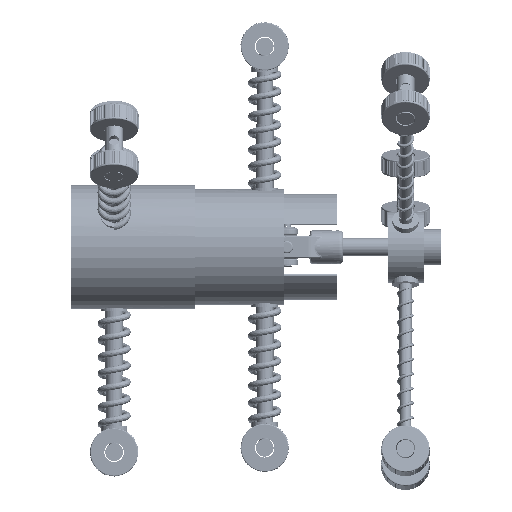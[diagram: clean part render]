
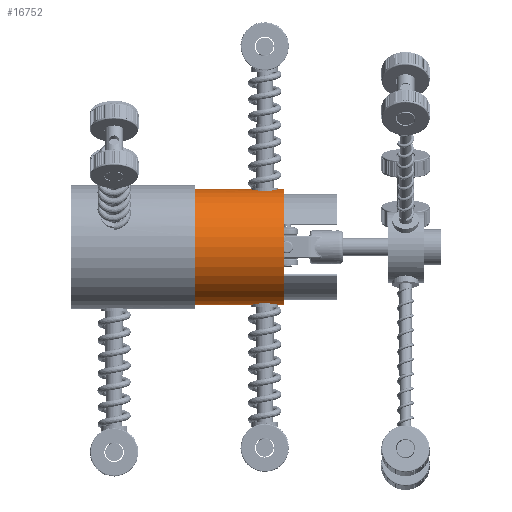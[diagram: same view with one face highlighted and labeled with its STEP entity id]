
A CAD part, left-side view. The second image highlights one B-rep face of the part: STEP entity #16752.
In plain terms, the highlighted cylindrical face has radius 32.5 mm (diameter 65 mm), a full revolution.
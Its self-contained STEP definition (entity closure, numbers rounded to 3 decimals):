
#2301=FACE_BOUND('',#4495,.T.);
#2302=FACE_BOUND('',#4496,.T.);
#3013=FACE_OUTER_BOUND('',#4494,.T.);
#4494=EDGE_LOOP('',(#12113,#12114,#12115,#12116));
#4495=EDGE_LOOP('',(#12117,#12118,#12119));
#4496=EDGE_LOOP('',(#12120,#12121,#12122));
#6021=CIRCLE('',#19844,32.5);
#6022=CIRCLE('',#19845,32.5);
#7431=LINE('',#30016,#7842);
#7842=VECTOR('',#23071,32.5);
#8250=B_SPLINE_CURVE_WITH_KNOTS('',3,(#29917,#29918,#29919,#29920,#29921,
#29922,#29923,#29924,#29925,#29926,#29927,#29928,#29929,#29930,#29931,#29932,
#29933,#29934),.UNSPECIFIED.,.F.,.F.,(4,2,2,2,2,2,2,2,4),(1.134,
1.418,1.702,1.985,2.269,2.553,
2.836,3.12,3.403),.UNSPECIFIED.);
#8251=B_SPLINE_CURVE_WITH_KNOTS('',3,(#29936,#29937,#29938,#29939,#29940,
#29941,#29942,#29943,#29944,#29945),.UNSPECIFIED.,.F.,.F.,(4,2,2,2,4),(4.538,
4.822,5.105,5.389,5.672),
 .UNSPECIFIED.);
#8252=B_SPLINE_CURVE_WITH_KNOTS('',3,(#29949,#29950,#29951,#29952,#29953,
#29954,#29955,#29956,#29957,#29958),.UNSPECIFIED.,.F.,.F.,(4,2,2,2,4),(3.403,
3.687,3.971,4.254,4.538),
 .UNSPECIFIED.);
#8253=B_SPLINE_CURVE_WITH_KNOTS('',3,(#29963,#29964,#29965,#29966,#29967,
#29968,#29969,#29970,#29971,#29972,#29973,#29974,#29975,#29976,#29977,#29978,
#29979,#29980),.UNSPECIFIED.,.F.,.F.,(4,2,2,2,2,2,2,2,4),(1.134,
1.418,1.702,1.985,2.269,2.553,
2.836,3.12,3.403),.UNSPECIFIED.);
#8254=B_SPLINE_CURVE_WITH_KNOTS('',3,(#29982,#29983,#29984,#29985,#29986,
#29987,#29988,#29989,#29990,#29991),.UNSPECIFIED.,.F.,.F.,(4,2,2,2,4),(4.538,
4.822,5.105,5.389,5.672),
 .UNSPECIFIED.);
#8255=B_SPLINE_CURVE_WITH_KNOTS('',3,(#29995,#29996,#29997,#29998,#29999,
#30000,#30001,#30002,#30003,#30004),.UNSPECIFIED.,.F.,.F.,(4,2,2,2,4),(3.403,
3.687,3.971,4.254,4.538),
 .UNSPECIFIED.);
#8597=VERTEX_POINT('',#29915);
#8598=VERTEX_POINT('',#29916);
#8599=VERTEX_POINT('',#29935);
#8601=VERTEX_POINT('',#29961);
#8602=VERTEX_POINT('',#29962);
#8603=VERTEX_POINT('',#29981);
#8607=VERTEX_POINT('',#30013);
#8608=VERTEX_POINT('',#30015);
#9901=EDGE_CURVE('',#8597,#8598,#8250,.T.);
#9902=EDGE_CURVE('',#8599,#8597,#8251,.T.);
#9905=EDGE_CURVE('',#8598,#8599,#8252,.T.);
#9906=EDGE_CURVE('',#8601,#8602,#8253,.T.);
#9907=EDGE_CURVE('',#8603,#8601,#8254,.T.);
#9910=EDGE_CURVE('',#8602,#8603,#8255,.T.);
#9914=EDGE_CURVE('',#8607,#8607,#6021,.T.);
#9915=EDGE_CURVE('',#8607,#8608,#7431,.T.);
#9916=EDGE_CURVE('',#8608,#8608,#6022,.T.);
#12113=ORIENTED_EDGE('',*,*,#9914,.F.);
#12114=ORIENTED_EDGE('',*,*,#9915,.T.);
#12115=ORIENTED_EDGE('',*,*,#9916,.F.);
#12116=ORIENTED_EDGE('',*,*,#9915,.F.);
#12117=ORIENTED_EDGE('',*,*,#9901,.T.);
#12118=ORIENTED_EDGE('',*,*,#9905,.T.);
#12119=ORIENTED_EDGE('',*,*,#9902,.T.);
#12120=ORIENTED_EDGE('',*,*,#9906,.T.);
#12121=ORIENTED_EDGE('',*,*,#9910,.T.);
#12122=ORIENTED_EDGE('',*,*,#9907,.T.);
#16408=CYLINDRICAL_SURFACE('',#19843,32.5);
#16752=ADVANCED_FACE('',(#3013,#2301,#2302),#16408,.T.);
#19843=AXIS2_PLACEMENT_3D('',#30012,#23067,#23068);
#19844=AXIS2_PLACEMENT_3D('',#30014,#23069,#23070);
#19845=AXIS2_PLACEMENT_3D('',#30017,#23072,#23073);
#23067=DIRECTION('center_axis',(0.,1.,0.));
#23068=DIRECTION('ref_axis',(1.,0.,0.));
#23069=DIRECTION('center_axis',(0.,1.,0.));
#23070=DIRECTION('ref_axis',(1.,0.,0.));
#23071=DIRECTION('',(0.,-1.,0.));
#23072=DIRECTION('center_axis',(0.,-1.,0.));
#23073=DIRECTION('ref_axis',(1.,0.,0.));
#29915=CARTESIAN_POINT('',(56.121,158.695,-74.353));
#29916=CARTESIAN_POINT('',(56.121,143.695,-74.353));
#29917=CARTESIAN_POINT('Ctrl Pts',(56.121,158.695,-74.353));
#29918=CARTESIAN_POINT('Ctrl Pts',(55.176,158.695,-74.353));
#29919=CARTESIAN_POINT('Ctrl Pts',(54.17,158.505,-74.308));
#29920=CARTESIAN_POINT('Ctrl Pts',(52.323,157.739,-74.144));
#29921=CARTESIAN_POINT('Ctrl Pts',(51.482,157.162,-74.027));
#29922=CARTESIAN_POINT('Ctrl Pts',(50.154,155.834,-73.808));
#29923=CARTESIAN_POINT('Ctrl Pts',(49.577,154.993,-73.69));
#29924=CARTESIAN_POINT('Ctrl Pts',(48.811,153.146,-73.523));
#29925=CARTESIAN_POINT('Ctrl Pts',(48.621,152.14,-73.476));
#29926=CARTESIAN_POINT('Ctrl Pts',(48.621,150.249,-73.476));
#29927=CARTESIAN_POINT('Ctrl Pts',(48.811,149.243,-73.523));
#29928=CARTESIAN_POINT('Ctrl Pts',(49.577,147.396,-73.69));
#29929=CARTESIAN_POINT('Ctrl Pts',(50.154,146.555,-73.808));
#29930=CARTESIAN_POINT('Ctrl Pts',(51.482,145.227,-74.027));
#29931=CARTESIAN_POINT('Ctrl Pts',(52.323,144.651,-74.144));
#29932=CARTESIAN_POINT('Ctrl Pts',(54.17,143.884,-74.308));
#29933=CARTESIAN_POINT('Ctrl Pts',(55.176,143.695,-74.353));
#29934=CARTESIAN_POINT('Ctrl Pts',(56.121,143.695,-74.353));
#29935=CARTESIAN_POINT('',(63.621,151.195,-73.476));
#29936=CARTESIAN_POINT('Ctrl Pts',(63.621,151.195,-73.476));
#29937=CARTESIAN_POINT('Ctrl Pts',(63.621,152.14,-73.476));
#29938=CARTESIAN_POINT('Ctrl Pts',(63.432,153.146,-73.523));
#29939=CARTESIAN_POINT('Ctrl Pts',(62.665,154.993,-73.69));
#29940=CARTESIAN_POINT('Ctrl Pts',(62.088,155.834,-73.808));
#29941=CARTESIAN_POINT('Ctrl Pts',(60.761,157.162,-74.027));
#29942=CARTESIAN_POINT('Ctrl Pts',(59.919,157.739,-74.144));
#29943=CARTESIAN_POINT('Ctrl Pts',(58.073,158.505,-74.308));
#29944=CARTESIAN_POINT('Ctrl Pts',(57.066,158.695,-74.353));
#29945=CARTESIAN_POINT('Ctrl Pts',(56.121,158.695,-74.353));
#29949=CARTESIAN_POINT('Ctrl Pts',(56.121,143.695,-74.353));
#29950=CARTESIAN_POINT('Ctrl Pts',(57.066,143.695,-74.353));
#29951=CARTESIAN_POINT('Ctrl Pts',(58.073,143.884,-74.308));
#29952=CARTESIAN_POINT('Ctrl Pts',(59.919,144.651,-74.144));
#29953=CARTESIAN_POINT('Ctrl Pts',(60.761,145.227,-74.027));
#29954=CARTESIAN_POINT('Ctrl Pts',(62.088,146.555,-73.808));
#29955=CARTESIAN_POINT('Ctrl Pts',(62.665,147.396,-73.69));
#29956=CARTESIAN_POINT('Ctrl Pts',(63.432,149.243,-73.523));
#29957=CARTESIAN_POINT('Ctrl Pts',(63.621,150.249,-73.476));
#29958=CARTESIAN_POINT('Ctrl Pts',(63.621,151.195,-73.476));
#29961=CARTESIAN_POINT('',(56.121,158.695,-9.353));
#29962=CARTESIAN_POINT('',(56.121,143.695,-9.353));
#29963=CARTESIAN_POINT('Ctrl Pts',(56.121,158.695,-9.353));
#29964=CARTESIAN_POINT('Ctrl Pts',(57.066,158.695,-9.353));
#29965=CARTESIAN_POINT('Ctrl Pts',(58.073,158.505,-9.398));
#29966=CARTESIAN_POINT('Ctrl Pts',(59.919,157.739,-9.562));
#29967=CARTESIAN_POINT('Ctrl Pts',(60.761,157.162,-9.679));
#29968=CARTESIAN_POINT('Ctrl Pts',(62.088,155.834,-9.898));
#29969=CARTESIAN_POINT('Ctrl Pts',(62.665,154.993,-10.016));
#29970=CARTESIAN_POINT('Ctrl Pts',(63.432,153.146,-10.183));
#29971=CARTESIAN_POINT('Ctrl Pts',(63.621,152.14,-10.23));
#29972=CARTESIAN_POINT('Ctrl Pts',(63.621,150.249,-10.23));
#29973=CARTESIAN_POINT('Ctrl Pts',(63.432,149.243,-10.183));
#29974=CARTESIAN_POINT('Ctrl Pts',(62.665,147.396,-10.016));
#29975=CARTESIAN_POINT('Ctrl Pts',(62.088,146.555,-9.898));
#29976=CARTESIAN_POINT('Ctrl Pts',(60.761,145.227,-9.679));
#29977=CARTESIAN_POINT('Ctrl Pts',(59.919,144.651,-9.562));
#29978=CARTESIAN_POINT('Ctrl Pts',(58.073,143.884,-9.398));
#29979=CARTESIAN_POINT('Ctrl Pts',(57.066,143.695,-9.353));
#29980=CARTESIAN_POINT('Ctrl Pts',(56.121,143.695,-9.353));
#29981=CARTESIAN_POINT('',(48.621,151.195,-10.23));
#29982=CARTESIAN_POINT('Ctrl Pts',(48.621,151.195,-10.23));
#29983=CARTESIAN_POINT('Ctrl Pts',(48.621,152.14,-10.23));
#29984=CARTESIAN_POINT('Ctrl Pts',(48.811,153.146,-10.183));
#29985=CARTESIAN_POINT('Ctrl Pts',(49.577,154.993,-10.016));
#29986=CARTESIAN_POINT('Ctrl Pts',(50.154,155.834,-9.898));
#29987=CARTESIAN_POINT('Ctrl Pts',(51.482,157.162,-9.679));
#29988=CARTESIAN_POINT('Ctrl Pts',(52.323,157.739,-9.562));
#29989=CARTESIAN_POINT('Ctrl Pts',(54.17,158.505,-9.398));
#29990=CARTESIAN_POINT('Ctrl Pts',(55.176,158.695,-9.353));
#29991=CARTESIAN_POINT('Ctrl Pts',(56.121,158.695,-9.353));
#29995=CARTESIAN_POINT('Ctrl Pts',(56.121,143.695,-9.353));
#29996=CARTESIAN_POINT('Ctrl Pts',(55.176,143.695,-9.353));
#29997=CARTESIAN_POINT('Ctrl Pts',(54.17,143.884,-9.398));
#29998=CARTESIAN_POINT('Ctrl Pts',(52.323,144.651,-9.562));
#29999=CARTESIAN_POINT('Ctrl Pts',(51.482,145.227,-9.679));
#30000=CARTESIAN_POINT('Ctrl Pts',(50.154,146.555,-9.898));
#30001=CARTESIAN_POINT('Ctrl Pts',(49.577,147.396,-10.016));
#30002=CARTESIAN_POINT('Ctrl Pts',(48.811,149.243,-10.183));
#30003=CARTESIAN_POINT('Ctrl Pts',(48.621,150.249,-10.23));
#30004=CARTESIAN_POINT('Ctrl Pts',(48.621,151.195,-10.23));
#30012=CARTESIAN_POINT('Origin',(56.121,170.449,-41.853));
#30013=CARTESIAN_POINT('',(23.621,200.449,-41.853));
#30014=CARTESIAN_POINT('Origin',(56.121,200.449,-41.853));
#30015=CARTESIAN_POINT('',(23.621,140.449,-41.853));
#30016=CARTESIAN_POINT('',(23.621,170.449,-41.853));
#30017=CARTESIAN_POINT('Origin',(56.121,140.449,-41.853));
